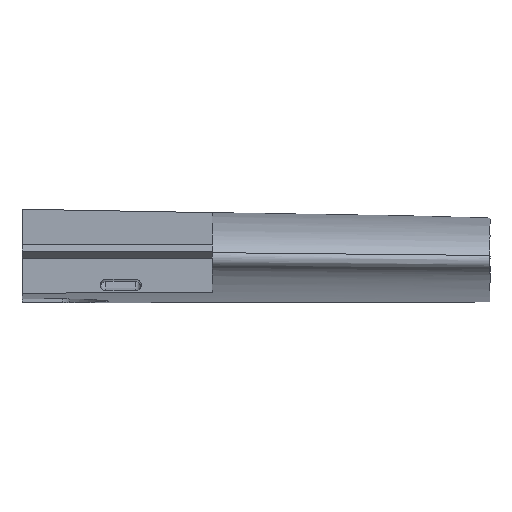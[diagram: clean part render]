
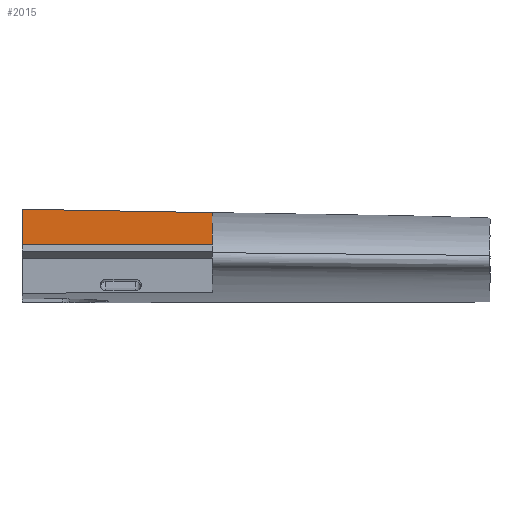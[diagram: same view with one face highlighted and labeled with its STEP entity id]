
A CAD part, top view. The second image highlights one B-rep face of the part: STEP entity #2015.
In plain terms, the highlighted planar face has unit normal (0, 0, 1).
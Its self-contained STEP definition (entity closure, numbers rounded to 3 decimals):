
#144 = CARTESIAN_POINT ( 'NONE',  ( 362.288, 21.163, 235.37 ) ) ;
#354 = CARTESIAN_POINT ( 'NONE',  ( 285., 21.163, 235.37 ) ) ;
#554 = LINE ( 'NONE', #3920, #1674 ) ;
#566 = DIRECTION ( 'NONE',  ( 0., 1., 0. ) ) ;
#850 = EDGE_CURVE ( 'NONE', #3309, #2154, #5258, .T. ) ;
#1031 = VERTEX_POINT ( 'NONE', #354 ) ;
#1373 = EDGE_CURVE ( 'NONE', #3309, #1031, #554, .T. ) ;
#1532 = EDGE_LOOP ( 'NONE', ( #6483, #4070, #2701, #5539 ) ) ;
#1644 = EDGE_CURVE ( 'NONE', #1031, #6168, #4759, .T. ) ;
#1674 = VECTOR ( 'NONE', #3993, 1000. ) ;
#2015 = ADVANCED_FACE ( 'NONE', ( #4938 ), #5045, .T. ) ;
#2085 = CARTESIAN_POINT ( 'NONE',  ( 285., -11.976, 235.37 ) ) ;
#2154 = VERTEX_POINT ( 'NONE', #3258 ) ;
#2373 = DIRECTION ( 'NONE',  ( 0., 0., 1. ) ) ;
#2446 = CARTESIAN_POINT ( 'NONE',  ( 285., -11.976, 235.37 ) ) ;
#2701 = ORIENTED_EDGE ( 'NONE', *, *, #5814, .F. ) ;
#2783 = CARTESIAN_POINT ( 'NONE',  ( 285., 35.447, 235.37 ) ) ;
#2863 = VECTOR ( 'NONE', #4246, 1000. ) ;
#2866 = CARTESIAN_POINT ( 'NONE',  ( 285., 35.447, 235.37 ) ) ;
#3258 = CARTESIAN_POINT ( 'NONE',  ( 362.288, 34.074, 235.37 ) ) ;
#3309 = VERTEX_POINT ( 'NONE', #144 ) ;
#3841 = B_SPLINE_CURVE_WITH_KNOTS ( 'NONE', 3,
 ( #2783, #6366, #5339, #5368 ),
 .UNSPECIFIED., .F., .F.,
 ( 4, 4 ),
 ( 0., 0.077 ),
 .UNSPECIFIED. ) ;
#3920 = CARTESIAN_POINT ( 'NONE',  ( 372., 21.163, 235.37 ) ) ;
#3993 = DIRECTION ( 'NONE',  ( -1., 0., 0. ) ) ;
#4070 = ORIENTED_EDGE ( 'NONE', *, *, #850, .T. ) ;
#4246 = DIRECTION ( 'NONE',  ( 0., 1., 0. ) ) ;
#4759 = LINE ( 'NONE', #2085, #6216 ) ;
#4938 = FACE_OUTER_BOUND ( 'NONE', #1532, .T. ) ;
#5013 = AXIS2_PLACEMENT_3D ( 'NONE', #2446, #2373, #6503 ) ;
#5045 = PLANE ( 'NONE',  #5013 ) ;
#5258 = LINE ( 'NONE', #5293, #2863 ) ;
#5293 = CARTESIAN_POINT ( 'NONE',  ( 362.288, -11.976, 235.37 ) ) ;
#5339 = CARTESIAN_POINT ( 'NONE',  ( 336.526, 34.575, 235.37 ) ) ;
#5368 = CARTESIAN_POINT ( 'NONE',  ( 362.288, 34.074, 235.37 ) ) ;
#5539 = ORIENTED_EDGE ( 'NONE', *, *, #1644, .F. ) ;
#5814 = EDGE_CURVE ( 'NONE', #6168, #2154, #3841, .T. ) ;
#6168 = VERTEX_POINT ( 'NONE', #2866 ) ;
#6216 = VECTOR ( 'NONE', #566, 1000. ) ;
#6366 = CARTESIAN_POINT ( 'NONE',  ( 310.763, 35.027, 235.37 ) ) ;
#6483 = ORIENTED_EDGE ( 'NONE', *, *, #1373, .F. ) ;
#6503 = DIRECTION ( 'NONE',  ( 1., 0., 0. ) ) ;
